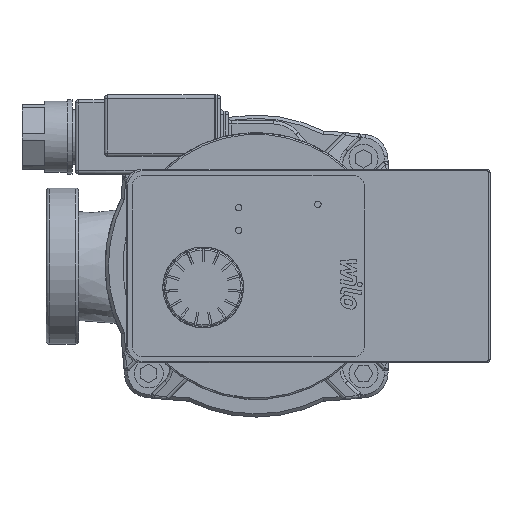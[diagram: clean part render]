
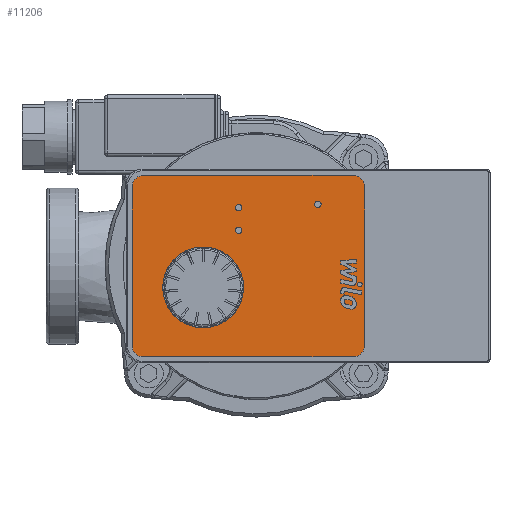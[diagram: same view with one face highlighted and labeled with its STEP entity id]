
A CAD part, front view. The second image highlights one B-rep face of the part: STEP entity #11206.
In plain terms, the highlighted planar face has unit normal (0, -1, 0).
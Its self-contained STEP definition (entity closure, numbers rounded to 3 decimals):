
#869=LINE('',#24874,#1704);
#873=LINE('',#24886,#1708);
#877=LINE('',#24898,#1712);
#880=LINE('',#24907,#1715);
#1704=VECTOR('',#15400,10.);
#1708=VECTOR('',#15412,10.);
#1712=VECTOR('',#15424,10.);
#1715=VECTOR('',#15435,10.);
#2223=PLANE('',#12421);
#2881=FACE_OUTER_BOUND('',#3555,.T.);
#3555=EDGE_LOOP('',(#10045,#10046,#10047,#10048,#10049,#10050,#10051,#10052));
#4147=CIRCLE('',#12407,3.6);
#4149=CIRCLE('',#12411,3.6);
#4151=CIRCLE('',#12415,3.6);
#4153=CIRCLE('',#12419,3.6);
#5284=VERTEX_POINT('',#24864);
#5285=VERTEX_POINT('',#24866);
#5287=VERTEX_POINT('',#24872);
#5289=VERTEX_POINT('',#24878);
#5291=VERTEX_POINT('',#24884);
#5293=VERTEX_POINT('',#24890);
#5295=VERTEX_POINT('',#24896);
#5297=VERTEX_POINT('',#24902);
#6898=EDGE_CURVE('',#5284,#5285,#4147,.T.);
#6902=EDGE_CURVE('',#5287,#5284,#869,.T.);
#6905=EDGE_CURVE('',#5289,#5287,#4149,.T.);
#6908=EDGE_CURVE('',#5291,#5289,#873,.T.);
#6911=EDGE_CURVE('',#5293,#5291,#4151,.T.);
#6914=EDGE_CURVE('',#5295,#5293,#877,.T.);
#6917=EDGE_CURVE('',#5297,#5295,#4153,.T.);
#6919=EDGE_CURVE('',#5285,#5297,#880,.T.);
#10045=ORIENTED_EDGE('',*,*,#6919,.F.);
#10046=ORIENTED_EDGE('',*,*,#6898,.F.);
#10047=ORIENTED_EDGE('',*,*,#6902,.F.);
#10048=ORIENTED_EDGE('',*,*,#6905,.F.);
#10049=ORIENTED_EDGE('',*,*,#6908,.F.);
#10050=ORIENTED_EDGE('',*,*,#6911,.F.);
#10051=ORIENTED_EDGE('',*,*,#6914,.F.);
#10052=ORIENTED_EDGE('',*,*,#6917,.F.);
#11206=ADVANCED_FACE('',(#2881),#2223,.F.);
#12407=AXIS2_PLACEMENT_3D('',#24867,#15393,#15394);
#12411=AXIS2_PLACEMENT_3D('',#24880,#15406,#15407);
#12415=AXIS2_PLACEMENT_3D('',#24892,#15418,#15419);
#12419=AXIS2_PLACEMENT_3D('',#24904,#15430,#15431);
#12421=AXIS2_PLACEMENT_3D('',#24908,#15436,#15437);
#15393=DIRECTION('center_axis',(0.,1.,0.));
#15394=DIRECTION('ref_axis',(-1.,0.,0.));
#15400=DIRECTION('',(0.,0.,1.));
#15406=DIRECTION('center_axis',(0.,1.,0.));
#15407=DIRECTION('ref_axis',(0.,0.,-1.));
#15412=DIRECTION('',(-1.,0.,0.));
#15418=DIRECTION('center_axis',(0.,1.,0.));
#15419=DIRECTION('ref_axis',(1.,0.,0.));
#15424=DIRECTION('',(0.,0.,-1.));
#15430=DIRECTION('center_axis',(0.,1.,0.));
#15431=DIRECTION('ref_axis',(0.,0.,1.));
#15435=DIRECTION('',(1.,0.,0.));
#15436=DIRECTION('center_axis',(0.,1.,0.));
#15437=DIRECTION('ref_axis',(0.,0.,1.));
#24864=CARTESIAN_POINT('',(26.6,-93.4,24.5));
#24866=CARTESIAN_POINT('',(30.2,-93.4,28.1));
#24867=CARTESIAN_POINT('Origin',(30.2,-93.4,24.5));
#24872=CARTESIAN_POINT('',(26.6,-93.4,-24.5));
#24874=CARTESIAN_POINT('',(26.6,-93.4,-24.5));
#24878=CARTESIAN_POINT('',(30.2,-93.4,-28.1));
#24880=CARTESIAN_POINT('Origin',(30.2,-93.4,-24.5));
#24884=CARTESIAN_POINT('',(95.,-93.4,-28.1));
#24886=CARTESIAN_POINT('',(95.,-93.4,-28.1));
#24890=CARTESIAN_POINT('',(98.6,-93.4,-24.5));
#24892=CARTESIAN_POINT('Origin',(95.,-93.4,-24.5));
#24896=CARTESIAN_POINT('',(98.6,-93.4,24.5));
#24898=CARTESIAN_POINT('',(98.6,-93.4,24.5));
#24902=CARTESIAN_POINT('',(95.,-93.4,28.1));
#24904=CARTESIAN_POINT('Origin',(95.,-93.4,24.5));
#24907=CARTESIAN_POINT('',(30.2,-93.4,28.1));
#24908=CARTESIAN_POINT('Origin',(62.6,-93.4,0.));
